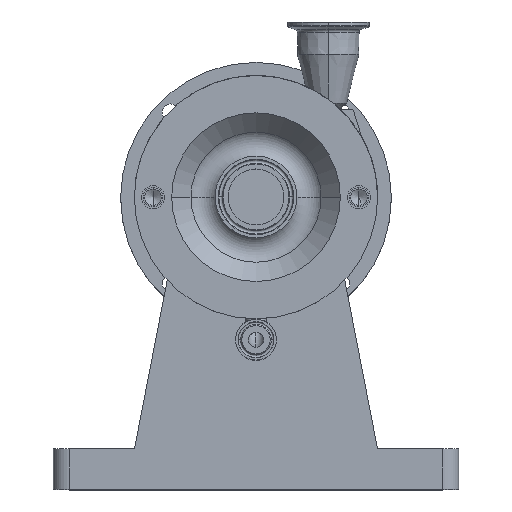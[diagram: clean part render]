
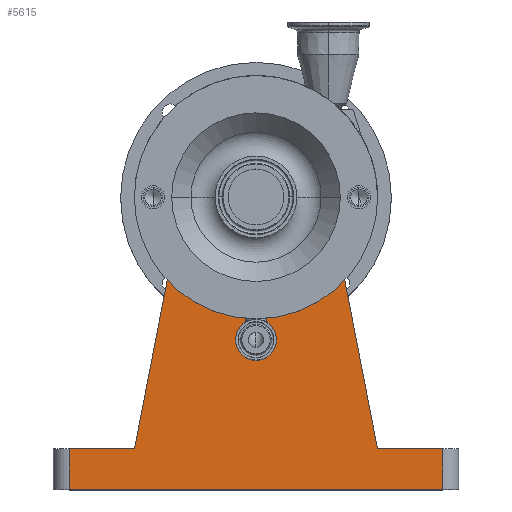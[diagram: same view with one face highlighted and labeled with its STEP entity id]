
A CAD part, top view. The second image highlights one B-rep face of the part: STEP entity #5615.
In plain terms, the highlighted planar face has unit normal (0, 0, 1).
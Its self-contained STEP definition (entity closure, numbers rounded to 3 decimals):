
#1449 = DIRECTION ( 'NONE',  ( -0.191, 0.982, 0. ) ) ;
#1720 = CARTESIAN_POINT ( 'NONE',  ( 74.91, -155., 125. ) ) ;
#1804 = CARTESIAN_POINT ( 'NONE',  ( -74.91, -155., 125. ) ) ;
#1834 = DIRECTION ( 'NONE',  ( 1., 0., 0. ) ) ;
#1835 = VECTOR ( 'NONE', #1834, 1000. ) ;
#1836 = CARTESIAN_POINT ( 'NONE',  ( 125., -155., 125. ) ) ;
#1837 = LINE ( 'NONE', #1836, #1835 ) ;
#1873 = DIRECTION ( 'NONE',  ( 0., -1., 0. ) ) ;
#1874 = VECTOR ( 'NONE', #1873, 1000. ) ;
#1881 = CARTESIAN_POINT ( 'NONE',  ( -115., -155., 125. ) ) ;
#1882 = LINE ( 'NONE', #1881, #1874 ) ;
#1941 = CARTESIAN_POINT ( 'NONE',  ( 74.91, -155., 125. ) ) ;
#1942 = LINE ( 'NONE', #1941, #1950 ) ;
#1950 = VECTOR ( 'NONE', #1449, 1000. ) ;
#1952 = CARTESIAN_POINT ( 'NONE',  ( -115., -180., 125. ) ) ;
#1999 = AXIS2_PLACEMENT_3D ( 'NONE', #2040, #2030, #2029 ) ;
#2003 = DIRECTION ( 'NONE',  ( -0.191, -0.982, 0. ) ) ;
#2004 = VECTOR ( 'NONE', #2003, 1000. ) ;
#2005 = CARTESIAN_POINT ( 'NONE',  ( -47.697, -15., 125. ) ) ;
#2007 = LINE ( 'NONE', #2005, #2004 ) ;
#2029 = DIRECTION ( 'NONE',  ( -1., 0., 0. ) ) ;
#2030 = DIRECTION ( 'NONE',  ( 0., 0., -1. ) ) ;
#2032 = PLANE ( 'NONE',  #1999 ) ;
#2033 = FACE_OUTER_BOUND ( 'NONE', #5642, .T. ) ;
#2040 = CARTESIAN_POINT ( 'NONE',  ( 125., -155., 125. ) ) ;
#2233 = CARTESIAN_POINT ( 'NONE',  ( -115., -155., 125. ) ) ;
#2261 = DIRECTION ( 'NONE',  ( 1., 0., 0. ) ) ;
#2262 = VECTOR ( 'NONE', #2261, 1000. ) ;
#2263 = CARTESIAN_POINT ( 'NONE',  ( 125., -180., 125. ) ) ;
#2264 = LINE ( 'NONE', #2263, #2262 ) ;
#2266 = DIRECTION ( 'NONE',  ( 0., 1., 0. ) ) ;
#2267 = VECTOR ( 'NONE', #2266, 1000. ) ;
#2268 = CARTESIAN_POINT ( 'NONE',  ( 115., -155., 125. ) ) ;
#2278 = LINE ( 'NONE', #2268, #2267 ) ;
#2540 = VECTOR ( 'NONE', #2604, 1000. ) ;
#2541 = CARTESIAN_POINT ( 'NONE',  ( 125., -155., 125. ) ) ;
#2545 = LINE ( 'NONE', #2541, #2540 ) ;
#2604 = DIRECTION ( 'NONE',  ( 1., 0., 0. ) ) ;
#4229 = DIRECTION ( 'NONE',  ( 1., 0., 0. ) ) ;
#4230 = DIRECTION ( 'NONE',  ( 0., 0., -1. ) ) ;
#4241 = CIRCLE ( 'NONE', #4244, 50. ) ;
#4243 = CARTESIAN_POINT ( 'NONE',  ( 0., 0., 125. ) ) ;
#4244 = AXIS2_PLACEMENT_3D ( 'NONE', #4243, #4230, #4229 ) ;
#4255 = CARTESIAN_POINT ( 'NONE',  ( -47.697, -15., 125. ) ) ;
#4349 = CARTESIAN_POINT ( 'NONE',  ( 47.697, -15., 125. ) ) ;
#5156 = CARTESIAN_POINT ( 'NONE',  ( 115., -155., 125. ) ) ;
#5172 = CARTESIAN_POINT ( 'NONE',  ( 115., -180., 125. ) ) ;
#5407 = VERTEX_POINT ( 'NONE', #1720 ) ;
#5431 = VERTEX_POINT ( 'NONE', #1804 ) ;
#5451 = EDGE_CURVE ( 'NONE', #5407, #10543, #1837, .T. ) ;
#5511 = EDGE_CURVE ( 'NONE', #5724, #5559, #1882, .T. ) ;
#5559 = VERTEX_POINT ( 'NONE', #1952 ) ;
#5573 = EDGE_CURVE ( 'NONE', #5407, #10158, #1942, .T. ) ;
#5575 = ORIENTED_EDGE ( 'NONE', *, *, #5595, .T. ) ;
#5583 = ORIENTED_EDGE ( 'NONE', *, *, #5573, .T. ) ;
#5589 = ORIENTED_EDGE ( 'NONE', *, *, #10137, .T. ) ;
#5595 = EDGE_CURVE ( 'NONE', #10150, #5431, #2007, .T. ) ;
#5597 = ORIENTED_EDGE ( 'NONE', *, *, #5511, .T. ) ;
#5599 = ORIENTED_EDGE ( 'NONE', *, *, #5745, .T. ) ;
#5603 = ORIENTED_EDGE ( 'NONE', *, *, #5749, .T. ) ;
#5615 = ADVANCED_FACE ( 'NONE', ( #2033 ), #2032, .F. ) ;
#5618 = ORIENTED_EDGE ( 'NONE', *, *, #5931, .F. ) ;
#5642 = EDGE_LOOP ( 'NONE', ( #5618, #5597, #5603, #5599, #5653, #5583, #5589, #5575 ) ) ;
#5653 = ORIENTED_EDGE ( 'NONE', *, *, #5451, .F. ) ;
#5724 = VERTEX_POINT ( 'NONE', #2233 ) ;
#5745 = EDGE_CURVE ( 'NONE', #10538, #10543, #2278, .T. ) ;
#5749 = EDGE_CURVE ( 'NONE', #5559, #10538, #2264, .T. ) ;
#5931 = EDGE_CURVE ( 'NONE', #5724, #5431, #2545, .T. ) ;
#10137 = EDGE_CURVE ( 'NONE', #10158, #10150, #4241, .T. ) ;
#10150 = VERTEX_POINT ( 'NONE', #4255 ) ;
#10158 = VERTEX_POINT ( 'NONE', #4349 ) ;
#10538 = VERTEX_POINT ( 'NONE', #5172 ) ;
#10543 = VERTEX_POINT ( 'NONE', #5156 ) ;
